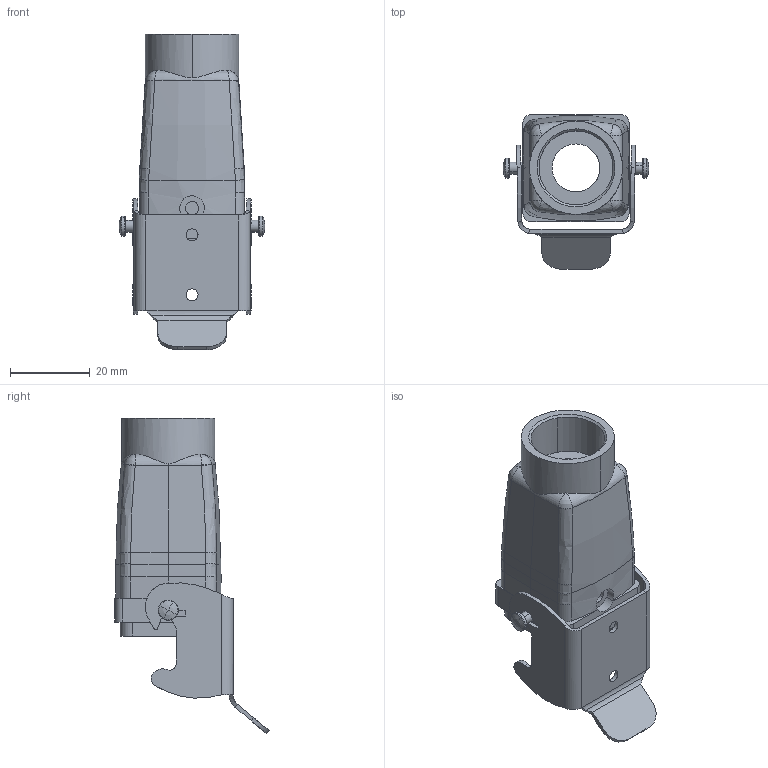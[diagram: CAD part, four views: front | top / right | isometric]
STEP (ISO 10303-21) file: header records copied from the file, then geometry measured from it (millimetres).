
FILE_DESCRIPTION(('CATIA V5 STEP Exchange','CAx-IF Rec.Pracs.--- Model Styling and Organization---1.5--- 2016-08-15','CAx-IF Rec.Pracs.---Supplemental Geometry---1.0---2011-11-01','CAx-IF Rec.Pracs.--- Composite Materials ---1.1---2010-07-15'),'2;1');
FILE_NAME ('13490937_5', '2025-03-21T06:42:14+00:00', ('none'), ('Weidmueller'), 'CATIA Version 5-6 Release 2022 SP4 HF5', 'CATIA V5 STEP AP214 v3', 'none');
FILE_SCHEMA(('AUTOMOTIVE_DESIGN { 1 0 10303 214 1 1 1 1 }'));
Length unit declared in the file: millimetre
Products named in the file (1): 1788090000_S
Bounding box: 36.5 x 38.59 x 78.92 mm (x, y, z)
Volume: 12569.5 mm3; surface area: 14038.1 mm2
Topology: 1 solids, 1 shells, 210 faces, 548 edges, 333 vertices
Faces by surface type: plane 82, cylinder 71, bspline 24, torus 14, sphere 8, extrusion 6, cone 3, revolution 2
Entity records: 7405 total; most frequent: CARTESIAN_POINT 2808, ORIENTED_EDGE 1072, DIRECTION 696, EDGE_CURVE 536, VERTEX_POINT 333, AXIS2_PLACEMENT_3D 278, VECTOR 271, LINE 265
